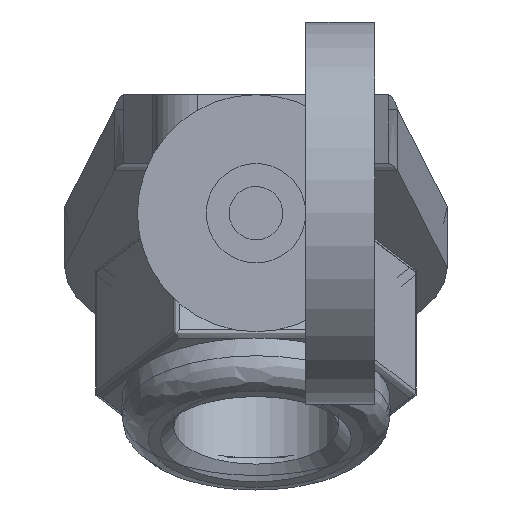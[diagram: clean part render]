
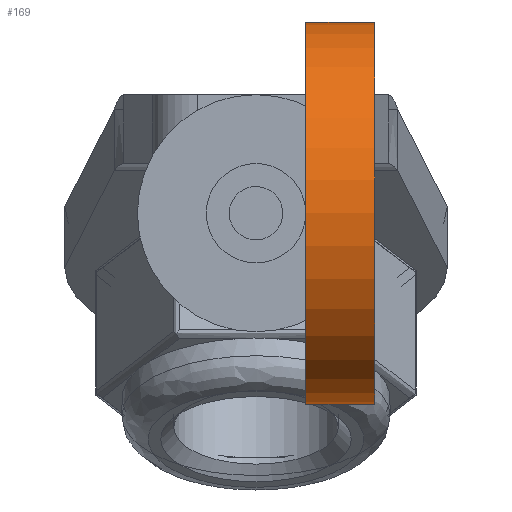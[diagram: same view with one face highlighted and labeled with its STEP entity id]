
A CAD part, front view. The second image highlights one B-rep face of the part: STEP entity #169.
In plain terms, the highlighted cylindrical face has radius 6.35 mm (diameter 12.7 mm), a partial arc.
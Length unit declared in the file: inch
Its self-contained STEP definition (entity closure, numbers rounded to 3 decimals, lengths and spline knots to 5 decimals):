
#75 = DIRECTION ( 'NONE',  ( -1., 0., 0. ) ) ;
#159 = CARTESIAN_POINT ( 'NONE',  ( 0.065, -19.86, -0.155 ) ) ;
#169 = ADVANCED_FACE ( 'NONE', ( #1856 ), #1222, .T. ) ;
#280 = DIRECTION ( 'NONE',  ( 0., 0., 1. ) ) ;
#329 = AXIS2_PLACEMENT_3D ( 'NONE', #159, #334, #1062 ) ;
#334 = DIRECTION ( 'NONE',  ( 1., 0., 0. ) ) ;
#372 = CARTESIAN_POINT ( 'NONE',  ( 0.065, -19.86, -0.405 ) ) ;
#422 = ORIENTED_EDGE ( 'NONE', *, *, #949, .F. ) ;
#423 = VERTEX_POINT ( 'NONE', #2269 ) ;
#670 = LINE ( 'NONE', #1422, #818 ) ;
#781 = EDGE_CURVE ( 'NONE', #423, #825, #2202, .T. ) ;
#807 = AXIS2_PLACEMENT_3D ( 'NONE', #975, #1538, #1945 ) ;
#818 = VECTOR ( 'NONE', #2169, 39.37008 ) ;
#825 = VERTEX_POINT ( 'NONE', #1623 ) ;
#949 = EDGE_CURVE ( 'NONE', #423, #1701, #1329, .T. ) ;
#975 = CARTESIAN_POINT ( 'NONE',  ( 0.155, -19.86, -0.155 ) ) ;
#1062 = DIRECTION ( 'NONE',  ( 0., 0., 1. ) ) ;
#1071 = ORIENTED_EDGE ( 'NONE', *, *, #1173, .F. ) ;
#1166 = VECTOR ( 'NONE', #75, 39.37008 ) ;
#1173 = EDGE_CURVE ( 'NONE', #1701, #1466, #670, .T. ) ;
#1222 = CYLINDRICAL_SURFACE ( 'NONE', #1252, 0.25 ) ;
#1252 = AXIS2_PLACEMENT_3D ( 'NONE', #2372, #1633, #280 ) ;
#1329 = CIRCLE ( 'NONE', #807, 0.25 ) ;
#1422 = CARTESIAN_POINT ( 'NONE',  ( 0.11, -19.86, -0.405 ) ) ;
#1466 = VERTEX_POINT ( 'NONE', #372 ) ;
#1507 = ORIENTED_EDGE ( 'NONE', *, *, #2465, .T. ) ;
#1538 = DIRECTION ( 'NONE',  ( 1., 0., 0. ) ) ;
#1623 = CARTESIAN_POINT ( 'NONE',  ( 0.065, -19.86, 0.095 ) ) ;
#1633 = DIRECTION ( 'NONE',  ( 1., 0., 0. ) ) ;
#1651 = CIRCLE ( 'NONE', #329, 0.25 ) ;
#1701 = VERTEX_POINT ( 'NONE', #1813 ) ;
#1798 = CARTESIAN_POINT ( 'NONE',  ( 0.11, -19.86, 0.095 ) ) ;
#1813 = CARTESIAN_POINT ( 'NONE',  ( 0.155, -19.86, -0.405 ) ) ;
#1822 = ORIENTED_EDGE ( 'NONE', *, *, #781, .T. ) ;
#1856 = FACE_OUTER_BOUND ( 'NONE', #2312, .T. ) ;
#1945 = DIRECTION ( 'NONE',  ( 0., 0., 1. ) ) ;
#2169 = DIRECTION ( 'NONE',  ( -1., 0., 0. ) ) ;
#2202 = LINE ( 'NONE', #1798, #1166 ) ;
#2269 = CARTESIAN_POINT ( 'NONE',  ( 0.155, -19.86, 0.095 ) ) ;
#2312 = EDGE_LOOP ( 'NONE', ( #1507, #1071, #422, #1822 ) ) ;
#2372 = CARTESIAN_POINT ( 'NONE',  ( 0.11, -19.86, -0.155 ) ) ;
#2465 = EDGE_CURVE ( 'NONE', #825, #1466, #1651, .T. ) ;
